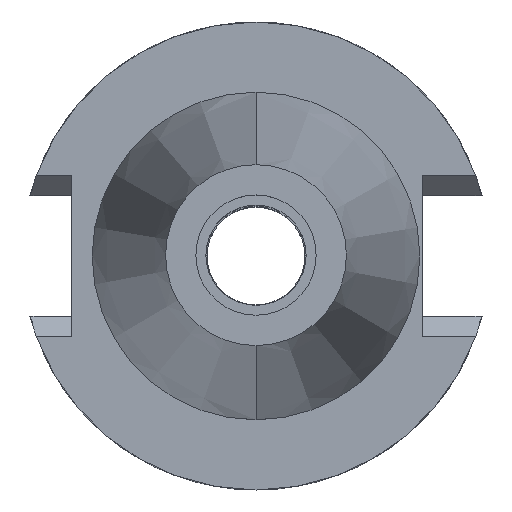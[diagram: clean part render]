
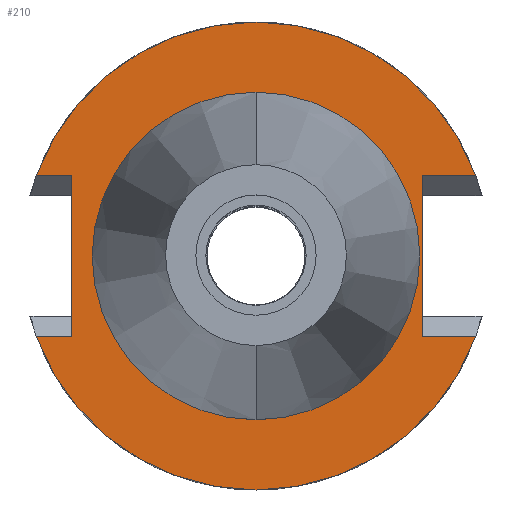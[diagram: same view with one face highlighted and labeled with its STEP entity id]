
A CAD part, top view. The second image highlights one B-rep face of the part: STEP entity #210.
In plain terms, the highlighted planar face has unit normal (0, 0, 1).
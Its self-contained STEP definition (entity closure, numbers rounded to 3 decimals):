
#59 = CARTESIAN_POINT ( 'NONE',  ( -24.98, 10.89, -1. ) ) ;
#100 = VECTOR ( 'NONE', #569, 1000. ) ;
#114 = CARTESIAN_POINT ( 'NONE',  ( 0., 22.225, -1. ) ) ;
#118 = ORIENTED_EDGE ( 'NONE', *, *, #2936, .T. ) ;
#210 = ADVANCED_FACE ( 'NONE', ( #2149, #1126 ), #372, .F. ) ;
#273 = LINE ( 'NONE', #1022, #2391 ) ;
#298 = CARTESIAN_POINT ( 'NONE',  ( -24.98, -10.89, -1. ) ) ;
#334 = EDGE_CURVE ( 'NONE', #1374, #2935, #1839, .T. ) ;
#372 = PLANE ( 'NONE',  #2751 ) ;
#390 = EDGE_CURVE ( 'NONE', #2603, #2955, #273, .T. ) ;
#450 = ORIENTED_EDGE ( 'NONE', *, *, #2174, .F. ) ;
#491 = ORIENTED_EDGE ( 'NONE', *, *, #2492, .F. ) ;
#496 = ORIENTED_EDGE ( 'NONE', *, *, #2704, .T. ) ;
#549 = LINE ( 'NONE', #1260, #1872 ) ;
#569 = DIRECTION ( 'NONE',  ( 0., -1., 0. ) ) ;
#586 = CARTESIAN_POINT ( 'NONE',  ( 22.57, 10.89, -1. ) ) ;
#598 = DIRECTION ( 'NONE',  ( 0., 0., 1. ) ) ;
#604 = VECTOR ( 'NONE', #2840, 1000. ) ;
#614 = CARTESIAN_POINT ( 'NONE',  ( 0., 0., -1. ) ) ;
#653 = VECTOR ( 'NONE', #2640, 1000. ) ;
#670 = VERTEX_POINT ( 'NONE', #2773 ) ;
#676 = EDGE_CURVE ( 'NONE', #2935, #1361, #777, .T. ) ;
#699 = AXIS2_PLACEMENT_3D ( 'NONE', #2074, #3113, #1036 ) ;
#747 = CARTESIAN_POINT ( 'NONE',  ( 22.57, 10.89, -1. ) ) ;
#774 = DIRECTION ( 'NONE',  ( 0., -1., 0. ) ) ;
#777 = LINE ( 'NONE', #2527, #896 ) ;
#793 = DIRECTION ( 'NONE',  ( 0., -1., 0. ) ) ;
#896 = VECTOR ( 'NONE', #2805, 1000. ) ;
#986 = ORIENTED_EDGE ( 'NONE', *, *, #1982, .T. ) ;
#1004 = DIRECTION ( 'NONE',  ( 0., 0., 1. ) ) ;
#1018 = CARTESIAN_POINT ( 'NONE',  ( 0., 0., -1. ) ) ;
#1022 = CARTESIAN_POINT ( 'NONE',  ( -24.98, 10.89, -1. ) ) ;
#1036 = DIRECTION ( 'NONE',  ( 0., 1., 0. ) ) ;
#1037 = VERTEX_POINT ( 'NONE', #1631 ) ;
#1097 = LINE ( 'NONE', #2609, #604 ) ;
#1126 = FACE_BOUND ( 'NONE', #1245, .T. ) ;
#1245 = EDGE_LOOP ( 'NONE', ( #1623, #491 ) ) ;
#1260 = CARTESIAN_POINT ( 'NONE',  ( -24.98, 10.89, -1. ) ) ;
#1280 = CIRCLE ( 'NONE', #1814, 22.225 ) ;
#1328 = AXIS2_PLACEMENT_3D ( 'NONE', #2673, #1640, #2721 ) ;
#1361 = VERTEX_POINT ( 'NONE', #2021 ) ;
#1374 = VERTEX_POINT ( 'NONE', #747 ) ;
#1375 = CARTESIAN_POINT ( 'NONE',  ( 0., 0., -1. ) ) ;
#1389 = AXIS2_PLACEMENT_3D ( 'NONE', #614, #598, #2859 ) ;
#1400 = EDGE_LOOP ( 'NONE', ( #986, #450, #2758, #118, #496, #2949, #1911, #2475 ) ) ;
#1623 = ORIENTED_EDGE ( 'NONE', *, *, #2679, .F. ) ;
#1631 = CARTESIAN_POINT ( 'NONE',  ( -29.824, -10.89, -1. ) ) ;
#1640 = DIRECTION ( 'NONE',  ( 0., 0., -1. ) ) ;
#1695 = LINE ( 'NONE', #2712, #653 ) ;
#1781 = EDGE_CURVE ( 'NONE', #1361, #1037, #2937, .T. ) ;
#1806 = DIRECTION ( 'NONE',  ( 0., -1., 0. ) ) ;
#1814 = AXIS2_PLACEMENT_3D ( 'NONE', #1018, #1004, #793 ) ;
#1839 = LINE ( 'NONE', #586, #100 ) ;
#1867 = CIRCLE ( 'NONE', #699, 31.75 ) ;
#1872 = VECTOR ( 'NONE', #774, 1000. ) ;
#1879 = VERTEX_POINT ( 'NONE', #114 ) ;
#1911 = ORIENTED_EDGE ( 'NONE', *, *, #676, .F. ) ;
#1982 = EDGE_CURVE ( 'NONE', #1374, #2079, #1695, .T. ) ;
#2021 = CARTESIAN_POINT ( 'NONE',  ( 29.824, -10.89, -1. ) ) ;
#2050 = DIRECTION ( 'NONE',  ( -1., 0., 0. ) ) ;
#2074 = CARTESIAN_POINT ( 'NONE',  ( 0., 0., -1. ) ) ;
#2079 = VERTEX_POINT ( 'NONE', #2092 ) ;
#2092 = CARTESIAN_POINT ( 'NONE',  ( 29.824, 10.89, -1. ) ) ;
#2149 = FACE_OUTER_BOUND ( 'NONE', #1400, .T. ) ;
#2174 = EDGE_CURVE ( 'NONE', #2955, #2079, #1867, .T. ) ;
#2311 = CARTESIAN_POINT ( 'NONE',  ( 22.57, -10.89, -1. ) ) ;
#2391 = VECTOR ( 'NONE', #2050, 1000. ) ;
#2405 = DIRECTION ( 'NONE',  ( 0., 0., -1. ) ) ;
#2475 = ORIENTED_EDGE ( 'NONE', *, *, #334, .F. ) ;
#2492 = EDGE_CURVE ( 'NONE', #670, #1879, #1280, .T. ) ;
#2497 = VERTEX_POINT ( 'NONE', #298 ) ;
#2527 = CARTESIAN_POINT ( 'NONE',  ( 22.57, -10.89, -1. ) ) ;
#2562 = CARTESIAN_POINT ( 'NONE',  ( -29.824, 10.89, -1. ) ) ;
#2603 = VERTEX_POINT ( 'NONE', #59 ) ;
#2609 = CARTESIAN_POINT ( 'NONE',  ( -24.98, -10.89, -1. ) ) ;
#2640 = DIRECTION ( 'NONE',  ( 1., 0., 0. ) ) ;
#2673 = CARTESIAN_POINT ( 'NONE',  ( 0., 0., -1. ) ) ;
#2679 = EDGE_CURVE ( 'NONE', #1879, #670, #2830, .T. ) ;
#2704 = EDGE_CURVE ( 'NONE', #2497, #1037, #1097, .T. ) ;
#2712 = CARTESIAN_POINT ( 'NONE',  ( 22.57, 10.89, -1. ) ) ;
#2721 = DIRECTION ( 'NONE',  ( 0., -1., 0. ) ) ;
#2751 = AXIS2_PLACEMENT_3D ( 'NONE', #1375, #2405, #1806 ) ;
#2758 = ORIENTED_EDGE ( 'NONE', *, *, #390, .F. ) ;
#2773 = CARTESIAN_POINT ( 'NONE',  ( 0., -22.225, -1. ) ) ;
#2805 = DIRECTION ( 'NONE',  ( 1., 0., 0. ) ) ;
#2830 = CIRCLE ( 'NONE', #1389, 22.225 ) ;
#2840 = DIRECTION ( 'NONE',  ( -1., 0., 0. ) ) ;
#2859 = DIRECTION ( 'NONE',  ( 0., 1., 0. ) ) ;
#2935 = VERTEX_POINT ( 'NONE', #2311 ) ;
#2936 = EDGE_CURVE ( 'NONE', #2603, #2497, #549, .T. ) ;
#2937 = CIRCLE ( 'NONE', #1328, 31.75 ) ;
#2949 = ORIENTED_EDGE ( 'NONE', *, *, #1781, .F. ) ;
#2955 = VERTEX_POINT ( 'NONE', #2562 ) ;
#3113 = DIRECTION ( 'NONE',  ( 0., 0., -1. ) ) ;
